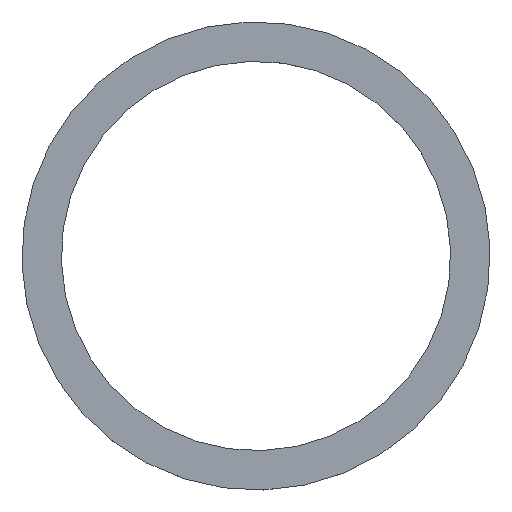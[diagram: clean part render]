
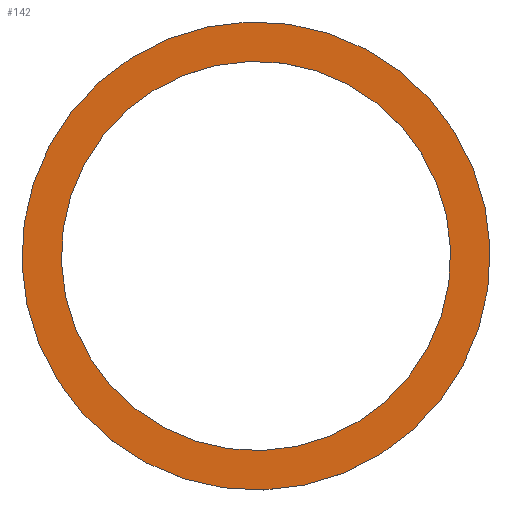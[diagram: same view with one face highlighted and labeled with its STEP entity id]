
A CAD part, top view. The second image highlights one B-rep face of the part: STEP entity #142.
In plain terms, the highlighted planar face has unit normal (0, 0, 1).
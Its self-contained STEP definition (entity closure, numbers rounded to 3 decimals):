
#21 = EDGE_CURVE('',#22,#24,#26,.T.);
#22 = VERTEX_POINT('',#23);
#23 = CARTESIAN_POINT('',(182.627,-104.769,-488.7));
#24 = VERTEX_POINT('',#25);
#25 = CARTESIAN_POINT('',(153.373,-95.231,-488.7));
#26 = SURFACE_CURVE('',#27,(#32,#44),.PCURVE_S1.);
#27 = CIRCLE('',#28,15.385);
#28 = AXIS2_PLACEMENT_3D('',#29,#30,#31);
#29 = CARTESIAN_POINT('',(168.,-100.,-488.7));
#30 = DIRECTION('',(0.,-0.,-1.));
#31 = DIRECTION('',(0.951,-0.31,0.));
#32 = PCURVE('',#33,#38);
#33 = CYLINDRICAL_SURFACE('',#34,15.385);
#34 = AXIS2_PLACEMENT_3D('',#35,#36,#37);
#35 = CARTESIAN_POINT('',(168.,-100.,-488.7));
#36 = DIRECTION('',(0.,0.,-1.));
#37 = DIRECTION('',(-0.951,0.31,0.));
#38 = DEFINITIONAL_REPRESENTATION('',(#39),#43);
#39 = LINE('',#40,#41);
#40 = CARTESIAN_POINT('',(3.142,0.));
#41 = VECTOR('',#42,1.);
#42 = DIRECTION('',(1.,0.));
#43 = ( GEOMETRIC_REPRESENTATION_CONTEXT(2) 
PARAMETRIC_REPRESENTATION_CONTEXT() REPRESENTATION_CONTEXT('2D SPACE',''
  ) );
#44 = PCURVE('',#45,#50);
#45 = PLANE('',#46);
#46 = AXIS2_PLACEMENT_3D('',#47,#48,#49);
#47 = CARTESIAN_POINT('',(168.,-100.,-488.7));
#48 = DIRECTION('',(0.,0.,1.));
#49 = DIRECTION('',(0.951,-0.31,0.));
#50 = DEFINITIONAL_REPRESENTATION('',(#51),#59);
#51 = ( BOUNDED_CURVE() B_SPLINE_CURVE(2,(#52,#53,#54,#55,#56,#57,#58),
.UNSPECIFIED.,.T.,.F.) B_SPLINE_CURVE_WITH_KNOTS((1,2,2,2,2,1),(
    -2.094,0.,2.094,4.189,6.283,
8.378),.UNSPECIFIED.) CURVE() GEOMETRIC_REPRESENTATION_ITEM() 
RATIONAL_B_SPLINE_CURVE((1.,0.5,1.,0.5,1.,0.5,1.)) REPRESENTATION_ITEM(
  '') );
#52 = CARTESIAN_POINT('',(15.385,0.));
#53 = CARTESIAN_POINT('',(15.385,-26.648));
#54 = CARTESIAN_POINT('',(-7.693,-13.324));
#55 = CARTESIAN_POINT('',(-30.77,0.));
#56 = CARTESIAN_POINT('',(-7.693,13.324));
#57 = CARTESIAN_POINT('',(15.385,26.648));
#58 = CARTESIAN_POINT('',(15.385,0.));
#59 = ( GEOMETRIC_REPRESENTATION_CONTEXT(2) 
PARAMETRIC_REPRESENTATION_CONTEXT() REPRESENTATION_CONTEXT('2D SPACE',''
  ) );
#77 = CYLINDRICAL_SURFACE('',#78,15.385);
#78 = AXIS2_PLACEMENT_3D('',#79,#80,#81);
#79 = CARTESIAN_POINT('',(168.,-100.,-488.7));
#80 = DIRECTION('',(0.,0.,-1.));
#81 = DIRECTION('',(-0.951,0.31,0.));
#142 = ADVANCED_FACE('',(#143,#211),#45,.T.);
#143 = FACE_BOUND('',#144,.F.);
#144 = EDGE_LOOP('',(#145,#180));
#145 = ORIENTED_EDGE('',*,*,#146,.T.);
#146 = EDGE_CURVE('',#147,#149,#151,.T.);
#147 = VERTEX_POINT('',#148);
#148 = CARTESIAN_POINT('',(185.589,-105.735,-488.7));
#149 = VERTEX_POINT('',#150);
#150 = CARTESIAN_POINT('',(150.411,-94.265,-488.7));
#151 = SURFACE_CURVE('',#152,(#157,#168),.PCURVE_S1.);
#152 = CIRCLE('',#153,18.5);
#153 = AXIS2_PLACEMENT_3D('',#154,#155,#156);
#154 = CARTESIAN_POINT('',(168.,-100.,-488.7));
#155 = DIRECTION('',(0.,-0.,-1.));
#156 = DIRECTION('',(0.951,-0.31,0.));
#157 = PCURVE('',#45,#158);
#158 = DEFINITIONAL_REPRESENTATION('',(#159),#167);
#159 = ( BOUNDED_CURVE() B_SPLINE_CURVE(2,(#160,#161,#162,#163,#164,#165
,#166),.UNSPECIFIED.,.T.,.F.) B_SPLINE_CURVE_WITH_KNOTS((1,2,2,2,2,1),(
    -2.094,0.,2.094,4.189,6.283,
8.378),.UNSPECIFIED.) CURVE() GEOMETRIC_REPRESENTATION_ITEM() 
RATIONAL_B_SPLINE_CURVE((1.,0.5,1.,0.5,1.,0.5,1.)) REPRESENTATION_ITEM(
  '') );
#160 = CARTESIAN_POINT('',(18.5,0.));
#161 = CARTESIAN_POINT('',(18.5,-32.043));
#162 = CARTESIAN_POINT('',(-9.25,-16.021));
#163 = CARTESIAN_POINT('',(-37.,0.));
#164 = CARTESIAN_POINT('',(-9.25,16.021));
#165 = CARTESIAN_POINT('',(18.5,32.043));
#166 = CARTESIAN_POINT('',(18.5,0.));
#167 = ( GEOMETRIC_REPRESENTATION_CONTEXT(2) 
PARAMETRIC_REPRESENTATION_CONTEXT() REPRESENTATION_CONTEXT('2D SPACE',''
  ) );
#168 = PCURVE('',#169,#174);
#169 = CYLINDRICAL_SURFACE('',#170,18.5);
#170 = AXIS2_PLACEMENT_3D('',#171,#172,#173);
#171 = CARTESIAN_POINT('',(168.,-100.,-488.7));
#172 = DIRECTION('',(0.,0.,-1.));
#173 = DIRECTION('',(-0.951,0.31,0.));
#174 = DEFINITIONAL_REPRESENTATION('',(#175),#179);
#175 = LINE('',#176,#177);
#176 = CARTESIAN_POINT('',(3.142,0.));
#177 = VECTOR('',#178,1.);
#178 = DIRECTION('',(1.,0.));
#179 = ( GEOMETRIC_REPRESENTATION_CONTEXT(2) 
PARAMETRIC_REPRESENTATION_CONTEXT() REPRESENTATION_CONTEXT('2D SPACE',''
  ) );
#180 = ORIENTED_EDGE('',*,*,#181,.T.);
#181 = EDGE_CURVE('',#149,#147,#182,.T.);
#182 = SURFACE_CURVE('',#183,(#188,#199),.PCURVE_S1.);
#183 = CIRCLE('',#184,18.5);
#184 = AXIS2_PLACEMENT_3D('',#185,#186,#187);
#185 = CARTESIAN_POINT('',(168.,-100.,-488.7));
#186 = DIRECTION('',(0.,0.,-1.));
#187 = DIRECTION('',(-0.951,0.31,0.));
#188 = PCURVE('',#45,#189);
#189 = DEFINITIONAL_REPRESENTATION('',(#190),#198);
#190 = ( BOUNDED_CURVE() B_SPLINE_CURVE(2,(#191,#192,#193,#194,#195,#196
,#197),.UNSPECIFIED.,.T.,.F.) B_SPLINE_CURVE_WITH_KNOTS((1,2,2,2,2,1),(
    -2.094,0.,2.094,4.189,6.283,
8.378),.UNSPECIFIED.) CURVE() GEOMETRIC_REPRESENTATION_ITEM() 
RATIONAL_B_SPLINE_CURVE((1.,0.5,1.,0.5,1.,0.5,1.)) REPRESENTATION_ITEM(
  '') );
#191 = CARTESIAN_POINT('',(-18.5,0.));
#192 = CARTESIAN_POINT('',(-18.5,32.043));
#193 = CARTESIAN_POINT('',(9.25,16.021));
#194 = CARTESIAN_POINT('',(37.,0.));
#195 = CARTESIAN_POINT('',(9.25,-16.021));
#196 = CARTESIAN_POINT('',(-18.5,-32.043));
#197 = CARTESIAN_POINT('',(-18.5,0.));
#198 = ( GEOMETRIC_REPRESENTATION_CONTEXT(2) 
PARAMETRIC_REPRESENTATION_CONTEXT() REPRESENTATION_CONTEXT('2D SPACE',''
  ) );
#199 = PCURVE('',#200,#205);
#200 = CYLINDRICAL_SURFACE('',#201,18.5);
#201 = AXIS2_PLACEMENT_3D('',#202,#203,#204);
#202 = CARTESIAN_POINT('',(168.,-100.,-488.7));
#203 = DIRECTION('',(0.,0.,-1.));
#204 = DIRECTION('',(-0.951,0.31,0.));
#205 = DEFINITIONAL_REPRESENTATION('',(#206),#210);
#206 = LINE('',#207,#208);
#207 = CARTESIAN_POINT('',(0.,0.));
#208 = VECTOR('',#209,1.);
#209 = DIRECTION('',(1.,0.));
#210 = ( GEOMETRIC_REPRESENTATION_CONTEXT(2) 
PARAMETRIC_REPRESENTATION_CONTEXT() REPRESENTATION_CONTEXT('2D SPACE',''
  ) );
#211 = FACE_BOUND('',#212,.F.);
#212 = EDGE_LOOP('',(#213,#214));
#213 = ORIENTED_EDGE('',*,*,#21,.F.);
#214 = ORIENTED_EDGE('',*,*,#215,.F.);
#215 = EDGE_CURVE('',#24,#22,#216,.T.);
#216 = SURFACE_CURVE('',#217,(#222,#233),.PCURVE_S1.);
#217 = CIRCLE('',#218,15.385);
#218 = AXIS2_PLACEMENT_3D('',#219,#220,#221);
#219 = CARTESIAN_POINT('',(168.,-100.,-488.7));
#220 = DIRECTION('',(0.,0.,-1.));
#221 = DIRECTION('',(-0.951,0.31,0.));
#222 = PCURVE('',#45,#223);
#223 = DEFINITIONAL_REPRESENTATION('',(#224),#232);
#224 = ( BOUNDED_CURVE() B_SPLINE_CURVE(2,(#225,#226,#227,#228,#229,#230
,#231),.UNSPECIFIED.,.T.,.F.) B_SPLINE_CURVE_WITH_KNOTS((1,2,2,2,2,1),(
    -2.094,0.,2.094,4.189,6.283,
8.378),.UNSPECIFIED.) CURVE() GEOMETRIC_REPRESENTATION_ITEM() 
RATIONAL_B_SPLINE_CURVE((1.,0.5,1.,0.5,1.,0.5,1.)) REPRESENTATION_ITEM(
  '') );
#225 = CARTESIAN_POINT('',(-15.385,0.));
#226 = CARTESIAN_POINT('',(-15.385,26.648));
#227 = CARTESIAN_POINT('',(7.693,13.324));
#228 = CARTESIAN_POINT('',(30.77,0.));
#229 = CARTESIAN_POINT('',(7.693,-13.324));
#230 = CARTESIAN_POINT('',(-15.385,-26.648));
#231 = CARTESIAN_POINT('',(-15.385,0.));
#232 = ( GEOMETRIC_REPRESENTATION_CONTEXT(2) 
PARAMETRIC_REPRESENTATION_CONTEXT() REPRESENTATION_CONTEXT('2D SPACE',''
  ) );
#233 = PCURVE('',#77,#234);
#234 = DEFINITIONAL_REPRESENTATION('',(#235),#239);
#235 = LINE('',#236,#237);
#236 = CARTESIAN_POINT('',(0.,0.));
#237 = VECTOR('',#238,1.);
#238 = DIRECTION('',(1.,0.));
#239 = ( GEOMETRIC_REPRESENTATION_CONTEXT(2) 
PARAMETRIC_REPRESENTATION_CONTEXT() REPRESENTATION_CONTEXT('2D SPACE',''
  ) );
